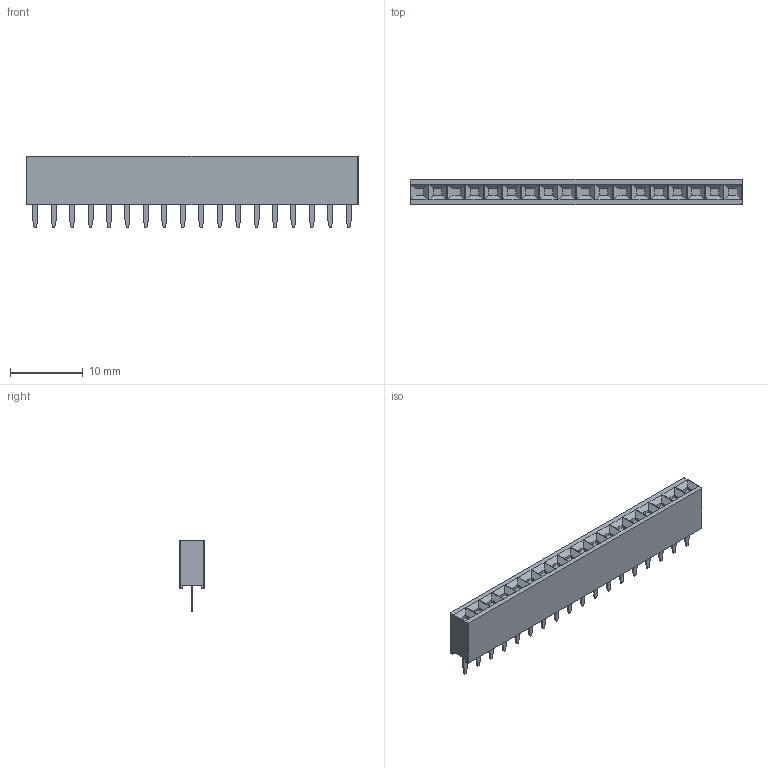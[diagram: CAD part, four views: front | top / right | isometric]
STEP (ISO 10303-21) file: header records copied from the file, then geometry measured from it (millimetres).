
FILE_DESCRIPTION(/* description */ (''),/* implementation_level */ '2;1');
FILE_NAME(/* name */ 'black_18pin.stp',/* time_stamp */ '2017-03-27T23:08:20-04:00',/* author */ ('beili'),/* organization */ ('Tyco Electronics Corporation'),/* preprocessor_version */ 'ST-DEVELOPER v16.5',/* originating_system */ 'Autodesk Inventor 2017',/* authorisation */ '');
FILE_SCHEMA (('AUTOMOTIVE_DESIGN { 1 0 10303 214 3 1 1 }'));
Length unit declared in the file: millimetre
Products named in the file (1): black_18pin
Bounding box: 45.72 x 3.56 x 9.91 mm (x, y, z)
Volume: 1002.2 mm3; surface area: 1204.2 mm2
Topology: 1 solids, 1 shells, 306 faces, 732 edges, 464 vertices
Faces by surface type: plane 306
Entity records: 8732 total; most frequent: CARTESIAN_POINT 1503, ORIENTED_EDGE 1464, DIRECTION 1346, LINE 732, VECTOR 732, EDGE_CURVE 732, VERTEX_POINT 464, EDGE_LOOP 342
